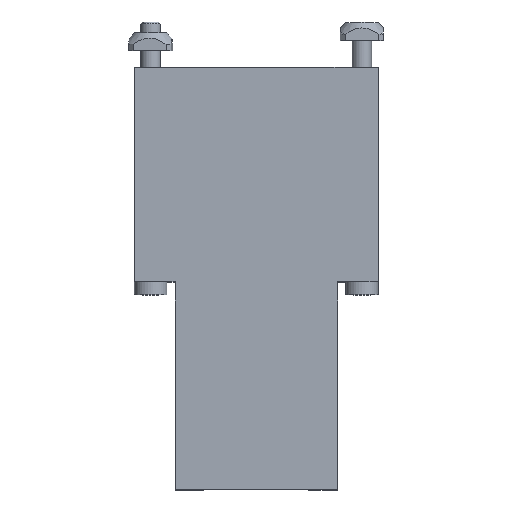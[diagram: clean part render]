
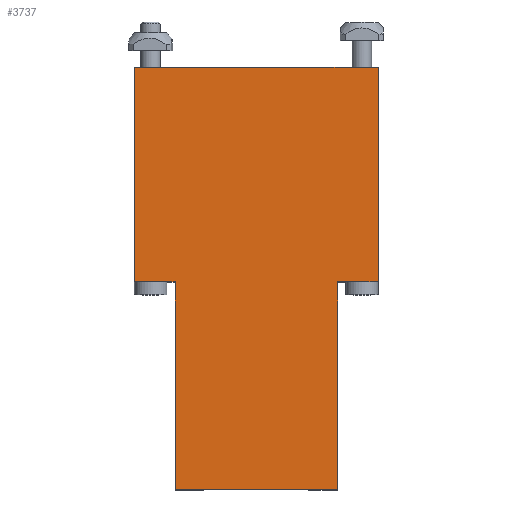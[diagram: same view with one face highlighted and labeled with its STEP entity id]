
A CAD part, top view. The second image highlights one B-rep face of the part: STEP entity #3737.
In plain terms, the highlighted planar face has unit normal (0, 0, 1).
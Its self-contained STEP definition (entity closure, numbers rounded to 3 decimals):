
#140=PLANE('',#4114);
#299=FACE_OUTER_BOUND('',#513,.T.);
#513=EDGE_LOOP('',(#2753,#2754,#2755,#2756,#2757,#2758,#2759,#2760));
#737=LINE('',#5627,#1148);
#764=LINE('',#5698,#1175);
#766=LINE('',#5702,#1177);
#769=LINE('',#5708,#1180);
#770=LINE('',#5711,#1181);
#777=LINE('',#5725,#1188);
#779=LINE('',#5729,#1190);
#780=LINE('',#5730,#1191);
#1148=VECTOR('',#4506,10.);
#1175=VECTOR('',#4585,10.);
#1177=VECTOR('',#4589,10.);
#1180=VECTOR('',#4594,10.);
#1181=VECTOR('',#4597,10.);
#1188=VECTOR('',#4610,10.);
#1190=VECTOR('',#4614,10.);
#1191=VECTOR('',#4615,10.);
#1675=VERTEX_POINT('',#5624);
#1676=VERTEX_POINT('',#5626);
#1694=VERTEX_POINT('',#5696);
#1695=VERTEX_POINT('',#5700);
#1696=VERTEX_POINT('',#5704);
#1698=VERTEX_POINT('',#5710);
#1702=VERTEX_POINT('',#5724);
#1703=VERTEX_POINT('',#5728);
#2049=EDGE_CURVE('',#1675,#1676,#737,.T.);
#2085=EDGE_CURVE('',#1675,#1694,#764,.T.);
#2087=EDGE_CURVE('',#1694,#1695,#766,.T.);
#2090=EDGE_CURVE('',#1676,#1696,#769,.T.);
#2091=EDGE_CURVE('',#1698,#1696,#770,.T.);
#2098=EDGE_CURVE('',#1702,#1698,#777,.T.);
#2100=EDGE_CURVE('',#1703,#1695,#779,.T.);
#2101=EDGE_CURVE('',#1703,#1702,#780,.T.);
#2753=ORIENTED_EDGE('',*,*,#2049,.F.);
#2754=ORIENTED_EDGE('',*,*,#2085,.T.);
#2755=ORIENTED_EDGE('',*,*,#2087,.T.);
#2756=ORIENTED_EDGE('',*,*,#2100,.F.);
#2757=ORIENTED_EDGE('',*,*,#2101,.T.);
#2758=ORIENTED_EDGE('',*,*,#2098,.T.);
#2759=ORIENTED_EDGE('',*,*,#2091,.T.);
#2760=ORIENTED_EDGE('',*,*,#2090,.F.);
#3737=ADVANCED_FACE('',(#299),#140,.T.);
#4114=AXIS2_PLACEMENT_3D('',#5727,#4612,#4613);
#4506=DIRECTION('',(1.,0.,0.));
#4585=DIRECTION('',(0.,-1.,0.));
#4589=DIRECTION('',(1.,0.,0.));
#4594=DIRECTION('',(0.,-1.,0.));
#4597=DIRECTION('',(1.,0.,0.));
#4610=DIRECTION('',(0.,1.,0.));
#4612=DIRECTION('center_axis',(0.,0.,1.));
#4613=DIRECTION('ref_axis',(1.,0.,0.));
#4614=DIRECTION('',(0.,1.,0.));
#4615=DIRECTION('',(1.,0.,0.));
#5624=CARTESIAN_POINT('',(-37.5,130.,5.5));
#5626=CARTESIAN_POINT('',(37.5,130.,5.5));
#5627=CARTESIAN_POINT('',(-37.5,130.,5.5));
#5696=CARTESIAN_POINT('',(-37.5,64.,5.5));
#5698=CARTESIAN_POINT('',(-37.5,130.,5.5));
#5700=CARTESIAN_POINT('',(-25.,64.,5.5));
#5702=CARTESIAN_POINT('',(-37.5,64.,5.5));
#5704=CARTESIAN_POINT('',(37.5,64.,5.5));
#5708=CARTESIAN_POINT('',(37.5,130.,5.5));
#5710=CARTESIAN_POINT('',(25.,64.,5.5));
#5711=CARTESIAN_POINT('',(25.,64.,5.5));
#5724=CARTESIAN_POINT('',(25.,0.,5.5));
#5725=CARTESIAN_POINT('',(25.,0.,5.5));
#5727=CARTESIAN_POINT('Origin',(25.,0.,5.5));
#5728=CARTESIAN_POINT('',(-25.,0.,5.5));
#5729=CARTESIAN_POINT('',(-25.,0.,5.5));
#5730=CARTESIAN_POINT('',(-25.,0.,5.5));
